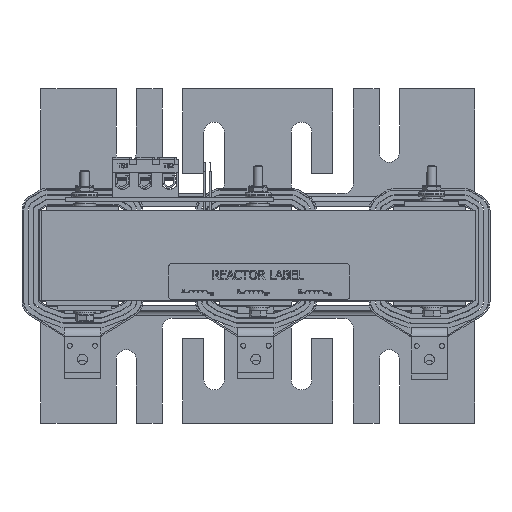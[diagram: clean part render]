
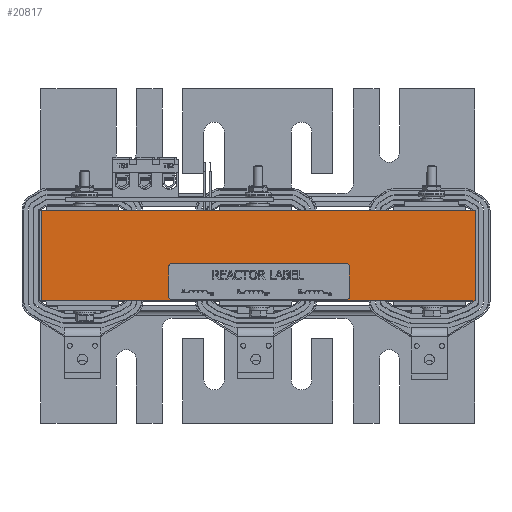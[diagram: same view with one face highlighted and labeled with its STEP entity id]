
A CAD part, front view. The second image highlights one B-rep face of the part: STEP entity #20817.
In plain terms, the highlighted planar face has unit normal (0, -1, 0).
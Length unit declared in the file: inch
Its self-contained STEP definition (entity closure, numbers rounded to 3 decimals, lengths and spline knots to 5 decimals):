
#1605=FACE_OUTER_BOUND('',#2770,.T.);
#2770=EDGE_LOOP('',(#15108,#15109,#15110,#15111));
#4292=LINE('',#30327,#6412);
#4294=LINE('',#30332,#6414);
#4296=LINE('',#30336,#6416);
#4297=LINE('',#30337,#6417);
#6412=VECTOR('',#25126,0.3937);
#6414=VECTOR('',#25130,0.3937);
#6416=VECTOR('',#25134,0.3937);
#6417=VECTOR('',#25135,0.3937);
#8986=VERTEX_POINT('',#30321);
#8988=VERTEX_POINT('',#30325);
#8990=VERTEX_POINT('',#30330);
#8991=VERTEX_POINT('',#30335);
#11275=EDGE_CURVE('',#8986,#8988,#4292,.T.);
#11277=EDGE_CURVE('',#8990,#8988,#4294,.T.);
#11279=EDGE_CURVE('',#8990,#8991,#4296,.T.);
#11280=EDGE_CURVE('',#8991,#8986,#4297,.T.);
#15108=ORIENTED_EDGE('',*,*,#11279,.T.);
#15109=ORIENTED_EDGE('',*,*,#11280,.T.);
#15110=ORIENTED_EDGE('',*,*,#11275,.T.);
#15111=ORIENTED_EDGE('',*,*,#11277,.F.);
#19925=PLANE('',#22592);
#20817=ADVANCED_FACE('',(#1605),#19925,.T.);
#22592=AXIS2_PLACEMENT_3D('',#30334,#25132,#25133);
#25126=DIRECTION('',(1.,0.,0.));
#25130=DIRECTION('',(0.,0.,-1.));
#25132=DIRECTION('center_axis',(0.,-1.,0.));
#25133=DIRECTION('ref_axis',(0.,0.,-1.));
#25134=DIRECTION('',(-1.,0.,0.));
#25135=DIRECTION('',(0.,0.,-1.));
#30321=CARTESIAN_POINT('',(0.00278,0.00278,-1.25));
#30325=CARTESIAN_POINT('',(12.00278,0.00278,-1.25));
#30327=CARTESIAN_POINT('',(12.00278,0.00278,-1.25));
#30330=CARTESIAN_POINT('',(12.00278,0.00278,1.25));
#30332=CARTESIAN_POINT('',(12.00278,0.00278,0.));
#30334=CARTESIAN_POINT('Origin',(12.00278,0.00278,0.));
#30335=CARTESIAN_POINT('',(0.00278,0.00278,1.25));
#30336=CARTESIAN_POINT('',(12.00278,0.00278,1.25));
#30337=CARTESIAN_POINT('',(0.00278,0.00278,0.));
